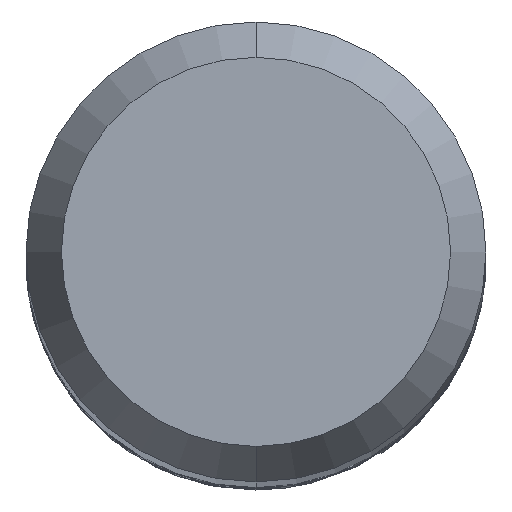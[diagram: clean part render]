
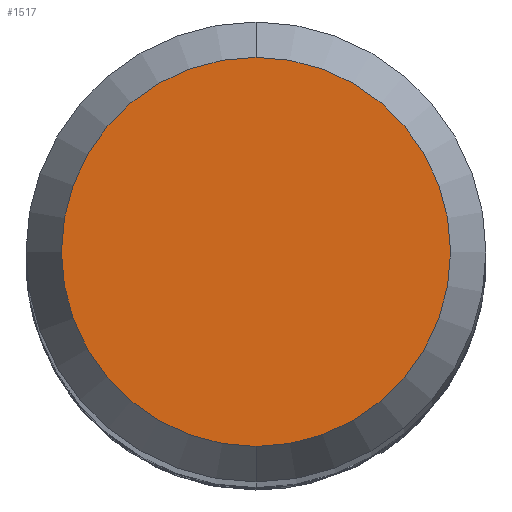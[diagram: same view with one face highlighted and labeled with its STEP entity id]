
A CAD part, top view. The second image highlights one B-rep face of the part: STEP entity #1517.
In plain terms, the highlighted planar face has unit normal (0, 0, 1).
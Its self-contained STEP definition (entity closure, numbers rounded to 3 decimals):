
#781=VERTEX_POINT('',#2020);
#1123=EDGE_CURVE('',#781,#1793,#2389,.T.);
#1495=EDGE_CURVE('',#1793,#781,#2798,.T.);
#1517=ADVANCED_FACE('',(#2821),#2822,.T.);
#1793=VERTEX_POINT('',#3116);
#2020=CARTESIAN_POINT('',(0.,-2.538,0.0));
#2389=CIRCLE('',#6934,2.538);
#2798=CIRCLE('',#11783,2.538);
#2821=FACE_OUTER_BOUND('',#12088,.T.);
#2822=PLANE('',#12089);
#3116=CARTESIAN_POINT('',(0.0,2.538,0.0));
#6934=AXIS2_PLACEMENT_3D('',#16170,#16171,#16172);
#11783=AXIS2_PLACEMENT_3D('',#16593,#16594,#16595);
#12088=EDGE_LOOP('',(#16606,#16607));
#12089=AXIS2_PLACEMENT_3D('',#16608,#16609,#16610);
#16170=CARTESIAN_POINT('',(0.0,0.0,0.0));
#16171=DIRECTION('',(0.0,0.0,-1.0));
#16172=DIRECTION('',(0.0,1.0,0.0));
#16593=CARTESIAN_POINT('',(0.0,0.0,0.0));
#16594=DIRECTION('',(0.0,0.0,-1.0));
#16595=DIRECTION('',(0.0,1.0,0.0));
#16606=ORIENTED_EDGE('',*,*,#1495,.F.);
#16607=ORIENTED_EDGE('',*,*,#1123,.F.);
#16608=CARTESIAN_POINT('',(0.0,1.269,0.0));
#16609=DIRECTION('',(-0.0,0.0,1.0));
#16610=DIRECTION('',(0.0,-1.0,0.0));
